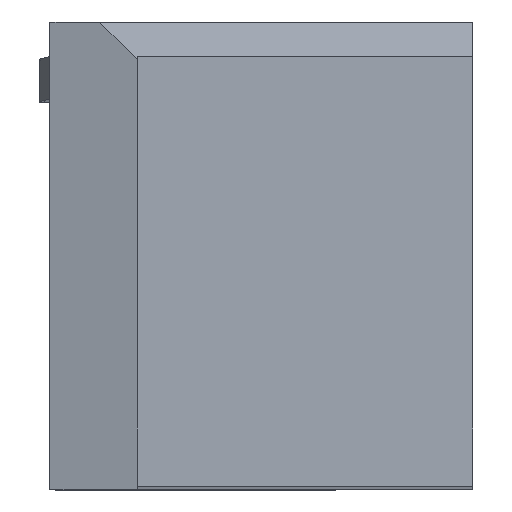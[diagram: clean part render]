
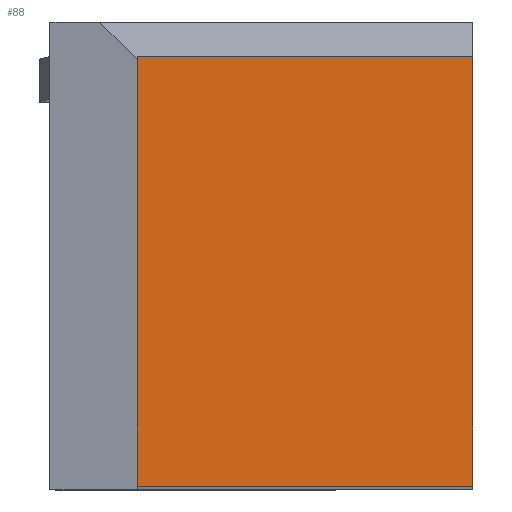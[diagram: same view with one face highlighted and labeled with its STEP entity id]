
A CAD part, top view. The second image highlights one B-rep face of the part: STEP entity #88.
In plain terms, the highlighted planar face has unit normal (0, 0, 1).
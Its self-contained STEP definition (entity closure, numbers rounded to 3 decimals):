
#88=ADVANCED_FACE('',(#145),#115,.T.);
#115=PLANE('',#602);
#145=FACE_OUTER_BOUND('',#175,.T.);
#175=EDGE_LOOP('',(#299,#300,#301,#302));
#299=ORIENTED_EDGE('',*,*,#429,.T.);
#300=ORIENTED_EDGE('',*,*,#430,.F.);
#301=ORIENTED_EDGE('',*,*,#431,.F.);
#302=ORIENTED_EDGE('',*,*,#432,.T.);
#362=VERTEX_POINT('',#871);
#363=VERTEX_POINT('',#872);
#364=VERTEX_POINT('',#874);
#365=VERTEX_POINT('',#876);
#429=EDGE_CURVE('',#362,#363,#494,.T.);
#430=EDGE_CURVE('',#364,#363,#495,.T.);
#431=EDGE_CURVE('',#365,#364,#496,.T.);
#432=EDGE_CURVE('',#365,#362,#497,.T.);
#494=LINE('',#870,#559);
#495=LINE('',#873,#560);
#496=LINE('',#875,#561);
#497=LINE('',#877,#562);
#559=VECTOR('',#723,1.);
#560=VECTOR('',#724,1.);
#561=VECTOR('',#725,1.);
#562=VECTOR('',#726,1.);
#602=AXIS2_PLACEMENT_3D('',#878,#727,#728);
#723=DIRECTION('',(-1.,0.,0.));
#724=DIRECTION('',(0.,1.,0.));
#725=DIRECTION('',(-1.,0.,0.));
#726=DIRECTION('',(0.,1.,0.));
#727=DIRECTION('',(0.,0.,1.));
#728=DIRECTION('',(0.,-1.,0.));
#870=CARTESIAN_POINT('',(80.25,0.,130.));
#871=CARTESIAN_POINT('',(12.45,0.,130.));
#872=CARTESIAN_POINT('',(-12.45,0.,130.));
#873=CARTESIAN_POINT('',(-12.45,-99.95,130.));
#874=CARTESIAN_POINT('',(-12.45,-31.9,130.));
#875=CARTESIAN_POINT('',(80.25,-31.9,130.));
#876=CARTESIAN_POINT('',(12.45,-31.9,130.));
#877=CARTESIAN_POINT('',(12.45,-99.95,130.));
#878=CARTESIAN_POINT('',(80.25,-31.9,130.));
